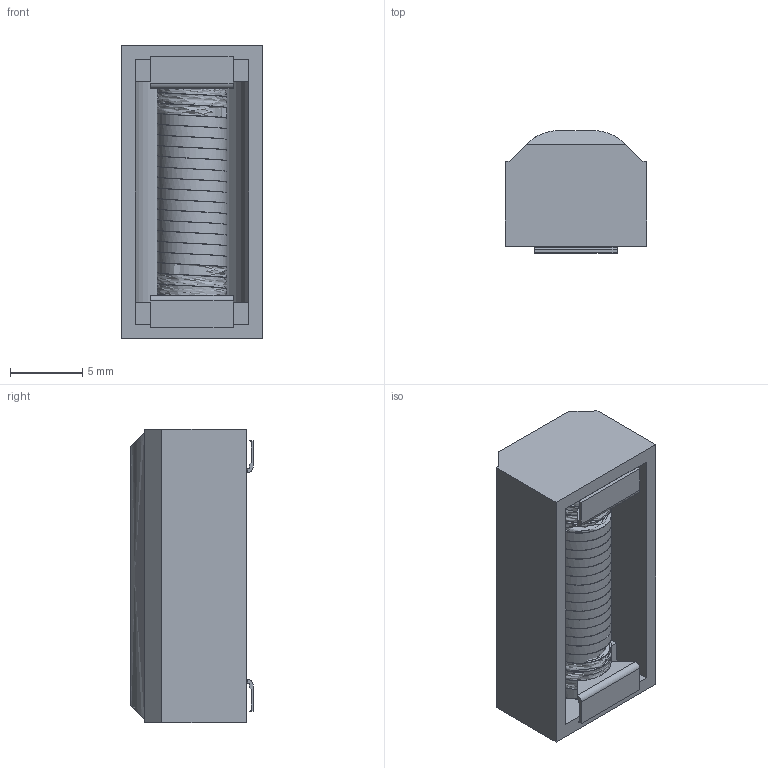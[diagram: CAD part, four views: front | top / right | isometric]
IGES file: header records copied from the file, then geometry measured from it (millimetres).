
Start section: SolidWorks IGES file using analytic representation for surfaces
Global section: file name: 31499-xxr3.IGS; native system: SolidWorks 2010; preprocessor: SolidWorks 2010; author: kkamath; date: 110705.103223; units: inch
Bounding box: 9.78 x 8.46 x 20.32 mm (x, y, z)
Surface area: 2139.5 mm2 (no closed solid volume)
Topology: 0 solids, 0 shells, 80 faces, 1005 edges, 1005 vertices
Faces by surface type: bspline 65, revolution 15
